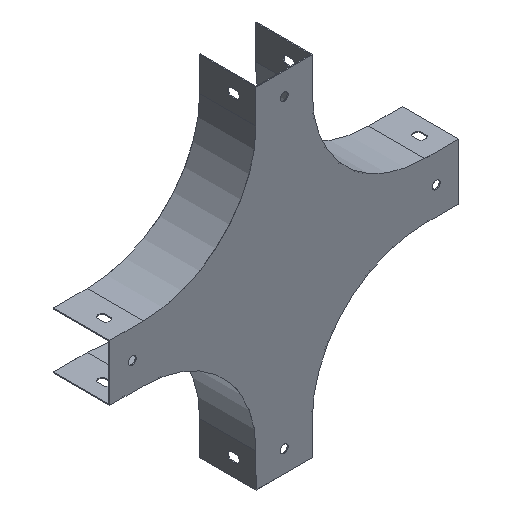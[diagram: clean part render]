
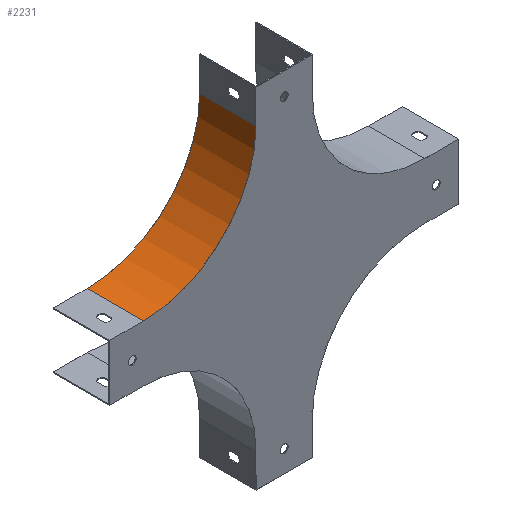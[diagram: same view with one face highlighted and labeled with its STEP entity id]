
A CAD part, isometric view. The second image highlights one B-rep face of the part: STEP entity #2231.
In plain terms, the highlighted cylindrical face has radius 100 mm (diameter 200 mm), a partial arc.
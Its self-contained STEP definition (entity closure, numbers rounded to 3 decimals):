
#508 = AXIS2_PLACEMENT_3D ( 'NONE', #1240, #1165, #1151 ) ;
#515 = AXIS2_PLACEMENT_3D ( 'NONE', #1185, #1179, #1253 ) ;
#565 = EDGE_CURVE ( 'NONE', #2316, #2356, #1691, .T. ) ;
#700 = EDGE_CURVE ( 'NONE', #2290, #2317, #1748, .T. ) ;
#701 = EDGE_CURVE ( 'NONE', #2317, #2316, #1829, .T. ) ;
#703 = EDGE_CURVE ( 'NONE', #2290, #2356, #1738, .T. ) ;
#863 = CARTESIAN_POINT ( 'NONE',  ( -125., 0., -130. ) ) ;
#867 = DIRECTION ( 'NONE',  ( 0., 0., -1. ) ) ;
#897 = CARTESIAN_POINT ( 'NONE',  ( -125., 0.8, -30. ) ) ;
#900 = CARTESIAN_POINT ( 'NONE',  ( -25., 0., -30. ) ) ;
#927 = CARTESIAN_POINT ( 'NONE',  ( -25., 50., -30. ) ) ;
#936 = DIRECTION ( 'NONE',  ( 0., -1., 0. ) ) ;
#972 = CARTESIAN_POINT ( 'NONE',  ( -125., 50., -130. ) ) ;
#1015 = FACE_OUTER_BOUND ( 'NONE', #2409, .T. ) ;
#1017 = CYLINDRICAL_SURFACE ( 'NONE', #1293, 100. ) ;
#1151 = DIRECTION ( 'NONE',  ( -1., 0., 0. ) ) ;
#1152 = CARTESIAN_POINT ( 'NONE',  ( -25., 0.8, -30. ) ) ;
#1157 = DIRECTION ( 'NONE',  ( 0., -1., 0. ) ) ;
#1163 = DIRECTION ( 'NONE',  ( 0., -1., 0. ) ) ;
#1165 = DIRECTION ( 'NONE',  ( 0., -1., 0. ) ) ;
#1179 = DIRECTION ( 'NONE',  ( 0., 1., 0. ) ) ;
#1185 = CARTESIAN_POINT ( 'NONE',  ( -125., 0., -30. ) ) ;
#1187 = CARTESIAN_POINT ( 'NONE',  ( -125., 0.8, -130. ) ) ;
#1240 = CARTESIAN_POINT ( 'NONE',  ( -125., 50., -30. ) ) ;
#1253 = DIRECTION ( 'NONE',  ( 0., 0., 1. ) ) ;
#1293 = AXIS2_PLACEMENT_3D ( 'NONE', #897, #936, #867 ) ;
#1506 = ORIENTED_EDGE ( 'NONE', *, *, #700, .F. ) ;
#1554 = ORIENTED_EDGE ( 'NONE', *, *, #703, .T. ) ;
#1612 = ORIENTED_EDGE ( 'NONE', *, *, #565, .F. ) ;
#1642 = ORIENTED_EDGE ( 'NONE', *, *, #701, .F. ) ;
#1679 = VECTOR ( 'NONE', #1163, 1000. ) ;
#1691 = CIRCLE ( 'NONE', #515, 100. ) ;
#1738 = LINE ( 'NONE', #1187, #1679 ) ;
#1748 = CIRCLE ( 'NONE', #508, 100. ) ;
#1752 = VECTOR ( 'NONE', #1157, 1000. ) ;
#1829 = LINE ( 'NONE', #1152, #1752 ) ;
#2231 = ADVANCED_FACE ( 'NONE', ( #1015 ), #1017, .F. ) ;
#2290 = VERTEX_POINT ( 'NONE', #972 ) ;
#2316 = VERTEX_POINT ( 'NONE', #900 ) ;
#2317 = VERTEX_POINT ( 'NONE', #927 ) ;
#2356 = VERTEX_POINT ( 'NONE', #863 ) ;
#2409 = EDGE_LOOP ( 'NONE', ( #1612, #1642, #1506, #1554 ) ) ;
